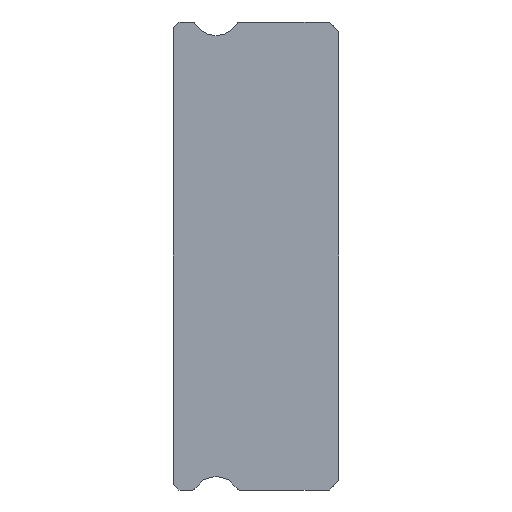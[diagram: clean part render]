
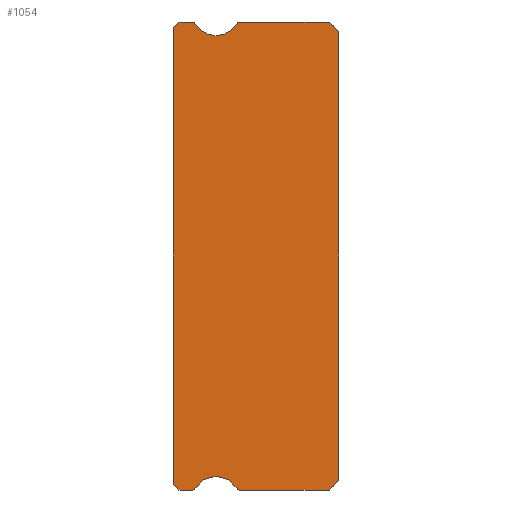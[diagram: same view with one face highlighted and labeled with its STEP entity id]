
A CAD part, left-side view. The second image highlights one B-rep face of the part: STEP entity #1054.
In plain terms, the highlighted planar face has unit normal (-1, 0, 0).
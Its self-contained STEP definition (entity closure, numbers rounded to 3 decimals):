
#32 = DIRECTION ( 'NONE',  ( 0., 0., -1. ) ) ;
#119 = CARTESIAN_POINT ( 'NONE',  ( -15., 8.2, 12. ) ) ;
#128 = ORIENTED_EDGE ( 'NONE', *, *, #1928, .F. ) ;
#168 = LINE ( 'NONE', #7764, #2017 ) ;
#218 = DIRECTION ( 'NONE',  ( 0., -0.707, -0.707 ) ) ;
#276 = CARTESIAN_POINT ( 'NONE',  ( -15., 0., 11.5 ) ) ;
#340 = CIRCLE ( 'NONE', #752, 1.25 ) ;
#496 = CARTESIAN_POINT ( 'NONE',  ( -15., 7.512, -12. ) ) ;
#557 = DIRECTION ( 'NONE',  ( 0., 0., -1. ) ) ;
#570 = CARTESIAN_POINT ( 'NONE',  ( -15., 0., 11.5 ) ) ;
#612 = CARTESIAN_POINT ( 'NONE',  ( -15., 6.3, 11.3 ) ) ;
#618 = DIRECTION ( 'NONE',  ( 1., 0., 0. ) ) ;
#752 = AXIS2_PLACEMENT_3D ( 'NONE', #2635, #1908, #32 ) ;
#786 = ORIENTED_EDGE ( 'NONE', *, *, #5572, .F. ) ;
#805 = LINE ( 'NONE', #570, #4560 ) ;
#1025 = DIRECTION ( 'NONE',  ( 0., 1., 0. ) ) ;
#1052 = VERTEX_POINT ( 'NONE', #7645 ) ;
#1054 = ADVANCED_FACE ( 'NONE', ( #4995 ), #7610, .F. ) ;
#1172 = VERTEX_POINT ( 'NONE', #5125 ) ;
#1241 = DIRECTION ( 'NONE',  ( 0., 1., 0. ) ) ;
#1455 = ORIENTED_EDGE ( 'NONE', *, *, #2494, .F. ) ;
#1468 = DIRECTION ( 'NONE',  ( 0., 0., -1. ) ) ;
#1473 = DIRECTION ( 'NONE',  ( 0., 0., 1. ) ) ;
#1474 = EDGE_CURVE ( 'NONE', #4273, #6785, #4987, .T. ) ;
#1507 = VECTOR ( 'NONE', #1241, 1000. ) ;
#1595 = DIRECTION ( 'NONE',  ( 1., 0., 0. ) ) ;
#1686 = VERTEX_POINT ( 'NONE', #6907 ) ;
#1761 = AXIS2_PLACEMENT_3D ( 'NONE', #8285, #3197, #4279 ) ;
#1764 = CARTESIAN_POINT ( 'NONE',  ( -15., 6.3, 12.55 ) ) ;
#1797 = DIRECTION ( 'NONE',  ( 1., 0., 0. ) ) ;
#1801 = DIRECTION ( 'NONE',  ( 0., 0.707, -0.707 ) ) ;
#1908 = DIRECTION ( 'NONE',  ( -1., 0., 0. ) ) ;
#1924 = DIRECTION ( 'NONE',  ( 0., 0., 1. ) ) ;
#1928 = EDGE_CURVE ( 'NONE', #7153, #6487, #5396, .T. ) ;
#1978 = EDGE_CURVE ( 'NONE', #3463, #1686, #2307, .T. ) ;
#1995 = CARTESIAN_POINT ( 'NONE',  ( -15., 5.088, -11.85 ) ) ;
#2017 = VECTOR ( 'NONE', #1924, 1000. ) ;
#2064 = ORIENTED_EDGE ( 'NONE', *, *, #7426, .T. ) ;
#2307 = CIRCLE ( 'NONE', #7966, 1.25 ) ;
#2315 = ORIENTED_EDGE ( 'NONE', *, *, #5613, .F. ) ;
#2340 = CARTESIAN_POINT ( 'NONE',  ( -15., 7.383, 11.925 ) ) ;
#2354 = ORIENTED_EDGE ( 'NONE', *, *, #1474, .F. ) ;
#2494 = EDGE_CURVE ( 'NONE', #2767, #7695, #3547, .T. ) ;
#2597 = CARTESIAN_POINT ( 'NONE',  ( -15., 0., -11.5 ) ) ;
#2635 = CARTESIAN_POINT ( 'NONE',  ( -15., 6.3, -12.55 ) ) ;
#2675 = LINE ( 'NONE', #119, #1507 ) ;
#2767 = VERTEX_POINT ( 'NONE', #7503 ) ;
#2778 = LINE ( 'NONE', #2893, #7308 ) ;
#2893 = CARTESIAN_POINT ( 'NONE',  ( -15., 8.2, -12. ) ) ;
#2916 = LINE ( 'NONE', #4960, #5300 ) ;
#2960 = CARTESIAN_POINT ( 'NONE',  ( -15., 5.088, 12. ) ) ;
#3006 = DIRECTION ( 'NONE',  ( 0., 0., -1. ) ) ;
#3034 = LINE ( 'NONE', #7397, #8137 ) ;
#3038 = AXIS2_PLACEMENT_3D ( 'NONE', #1995, #618, #5732 ) ;
#3151 = AXIS2_PLACEMENT_3D ( 'NONE', #6867, #7413, #3006 ) ;
#3197 = DIRECTION ( 'NONE',  ( 1., 0., 0. ) ) ;
#3283 = AXIS2_PLACEMENT_3D ( 'NONE', #3527, #1595, #1468 ) ;
#3300 = CIRCLE ( 'NONE', #3038, 0.15 ) ;
#3328 = EDGE_CURVE ( 'NONE', #4273, #6487, #805, .T. ) ;
#3357 = ORIENTED_EDGE ( 'NONE', *, *, #5049, .F. ) ;
#3452 = CARTESIAN_POINT ( 'NONE',  ( -15., 7.512, 12. ) ) ;
#3463 = VERTEX_POINT ( 'NONE', #612 ) ;
#3527 = CARTESIAN_POINT ( 'NONE',  ( -15., 5.088, 11.85 ) ) ;
#3547 = CIRCLE ( 'NONE', #6088, 0.15 ) ;
#3678 = CARTESIAN_POINT ( 'NONE',  ( -15., 5.088, -12. ) ) ;
#3687 = CARTESIAN_POINT ( 'NONE',  ( -15., 8.5, 11.7 ) ) ;
#3698 = CARTESIAN_POINT ( 'NONE',  ( -15., 8.5, -11.7 ) ) ;
#3711 = ORIENTED_EDGE ( 'NONE', *, *, #8146, .T. ) ;
#3721 = EDGE_CURVE ( 'NONE', #4114, #3463, #4565, .T. ) ;
#3791 = EDGE_CURVE ( 'NONE', #7032, #5740, #168, .T. ) ;
#3813 = CARTESIAN_POINT ( 'NONE',  ( -15., 8.2, 12. ) ) ;
#3845 = VERTEX_POINT ( 'NONE', #3813 ) ;
#3881 = ORIENTED_EDGE ( 'NONE', *, *, #3791, .F. ) ;
#3987 = ORIENTED_EDGE ( 'NONE', *, *, #7279, .T. ) ;
#4114 = VERTEX_POINT ( 'NONE', #2340 ) ;
#4151 = DIRECTION ( 'NONE',  ( 0., -1., 0. ) ) ;
#4250 = CARTESIAN_POINT ( 'NONE',  ( -15., 7.512, -12. ) ) ;
#4253 = CARTESIAN_POINT ( 'NONE',  ( -15., 0.5, 12. ) ) ;
#4258 = LINE ( 'NONE', #496, #5920 ) ;
#4273 = VERTEX_POINT ( 'NONE', #2597 ) ;
#4279 = DIRECTION ( 'NONE',  ( 0., 0., -1. ) ) ;
#4309 = CARTESIAN_POINT ( 'NONE',  ( -15., 6.3, 12.55 ) ) ;
#4355 = DIRECTION ( 'NONE',  ( 0., 0., -1. ) ) ;
#4400 = ORIENTED_EDGE ( 'NONE', *, *, #6293, .F. ) ;
#4560 = VECTOR ( 'NONE', #1473, 1000. ) ;
#4565 = CIRCLE ( 'NONE', #5103, 1.25 ) ;
#4620 = CIRCLE ( 'NONE', #3151, 0.15 ) ;
#4625 = ORIENTED_EDGE ( 'NONE', *, *, #5552, .T. ) ;
#4648 = CARTESIAN_POINT ( 'NONE',  ( -15., 0.5, 12. ) ) ;
#4960 = CARTESIAN_POINT ( 'NONE',  ( -15., 7.512, -12. ) ) ;
#4987 = LINE ( 'NONE', #7556, #7190 ) ;
#4995 = FACE_OUTER_BOUND ( 'NONE', #5340, .T. ) ;
#5049 = EDGE_CURVE ( 'NONE', #7373, #1052, #3300, .T. ) ;
#5103 = AXIS2_PLACEMENT_3D ( 'NONE', #4309, #5576, #4355 ) ;
#5125 = CARTESIAN_POINT ( 'NONE',  ( -15., 8.2, -12. ) ) ;
#5300 = VECTOR ( 'NONE', #1025, 1000. ) ;
#5340 = EDGE_LOOP ( 'NONE', ( #3881, #4625, #3987, #1455, #4400, #3357, #8256, #2354, #6962, #128, #786, #2315, #7281, #5676, #7421, #2064, #3711 ) ) ;
#5396 = LINE ( 'NONE', #4253, #7399 ) ;
#5498 = VERTEX_POINT ( 'NONE', #7014 ) ;
#5552 = EDGE_CURVE ( 'NONE', #7032, #1172, #2778, .T. ) ;
#5572 = EDGE_CURVE ( 'NONE', #6217, #7153, #7933, .T. ) ;
#5576 = DIRECTION ( 'NONE',  ( -1., 0., 0. ) ) ;
#5613 = EDGE_CURVE ( 'NONE', #1686, #6217, #6894, .T. ) ;
#5676 = ORIENTED_EDGE ( 'NONE', *, *, #3721, .F. ) ;
#5732 = DIRECTION ( 'NONE',  ( 0., 0., -1. ) ) ;
#5740 = VERTEX_POINT ( 'NONE', #3687 ) ;
#5755 = CARTESIAN_POINT ( 'NONE',  ( -15., 0.5, -12. ) ) ;
#5920 = VECTOR ( 'NONE', #8095, 1000. ) ;
#6088 = AXIS2_PLACEMENT_3D ( 'NONE', #7553, #1797, #6928 ) ;
#6217 = VERTEX_POINT ( 'NONE', #2960 ) ;
#6234 = EDGE_CURVE ( 'NONE', #5498, #4114, #4620, .T. ) ;
#6293 = EDGE_CURVE ( 'NONE', #1052, #2767, #340, .T. ) ;
#6487 = VERTEX_POINT ( 'NONE', #276 ) ;
#6651 = VECTOR ( 'NONE', #4151, 1000. ) ;
#6785 = VERTEX_POINT ( 'NONE', #5755 ) ;
#6819 = DIRECTION ( 'NONE',  ( 0., -0.707, -0.707 ) ) ;
#6867 = CARTESIAN_POINT ( 'NONE',  ( -15., 7.512, 11.85 ) ) ;
#6888 = DIRECTION ( 'NONE',  ( -1., 0., 0. ) ) ;
#6894 = CIRCLE ( 'NONE', #3283, 0.15 ) ;
#6907 = CARTESIAN_POINT ( 'NONE',  ( -15., 5.217, 11.925 ) ) ;
#6928 = DIRECTION ( 'NONE',  ( 0., 0., -1. ) ) ;
#6962 = ORIENTED_EDGE ( 'NONE', *, *, #3328, .T. ) ;
#7014 = CARTESIAN_POINT ( 'NONE',  ( -15., 7.512, 12. ) ) ;
#7032 = VERTEX_POINT ( 'NONE', #3698 ) ;
#7153 = VERTEX_POINT ( 'NONE', #4648 ) ;
#7190 = VECTOR ( 'NONE', #1801, 1000. ) ;
#7279 = EDGE_CURVE ( 'NONE', #1172, #7695, #4258, .T. ) ;
#7281 = ORIENTED_EDGE ( 'NONE', *, *, #1978, .F. ) ;
#7308 = VECTOR ( 'NONE', #218, 1000. ) ;
#7373 = VERTEX_POINT ( 'NONE', #3678 ) ;
#7397 = CARTESIAN_POINT ( 'NONE',  ( -15., 8.5, 11.7 ) ) ;
#7399 = VECTOR ( 'NONE', #6819, 1000. ) ;
#7413 = DIRECTION ( 'NONE',  ( 1., 0., 0. ) ) ;
#7421 = ORIENTED_EDGE ( 'NONE', *, *, #6234, .F. ) ;
#7426 = EDGE_CURVE ( 'NONE', #5498, #3845, #2675, .T. ) ;
#7503 = CARTESIAN_POINT ( 'NONE',  ( -15., 7.383, -11.925 ) ) ;
#7553 = CARTESIAN_POINT ( 'NONE',  ( -15., 7.512, -11.85 ) ) ;
#7556 = CARTESIAN_POINT ( 'NONE',  ( -15., 0., -11.5 ) ) ;
#7610 = PLANE ( 'NONE',  #1761 ) ;
#7645 = CARTESIAN_POINT ( 'NONE',  ( -15., 5.217, -11.925 ) ) ;
#7695 = VERTEX_POINT ( 'NONE', #4250 ) ;
#7764 = CARTESIAN_POINT ( 'NONE',  ( -15., 8.5, 11.85 ) ) ;
#7779 = EDGE_CURVE ( 'NONE', #6785, #7373, #2916, .T. ) ;
#7933 = LINE ( 'NONE', #3452, #6651 ) ;
#7966 = AXIS2_PLACEMENT_3D ( 'NONE', #1764, #6888, #557 ) ;
#7990 = DIRECTION ( 'NONE',  ( 0., 0.707, -0.707 ) ) ;
#8095 = DIRECTION ( 'NONE',  ( 0., -1., 0. ) ) ;
#8137 = VECTOR ( 'NONE', #7990, 1000. ) ;
#8146 = EDGE_CURVE ( 'NONE', #3845, #5740, #3034, .T. ) ;
#8256 = ORIENTED_EDGE ( 'NONE', *, *, #7779, .F. ) ;
#8285 = CARTESIAN_POINT ( 'NONE',  ( -15., 7.512, 11.85 ) ) ;
